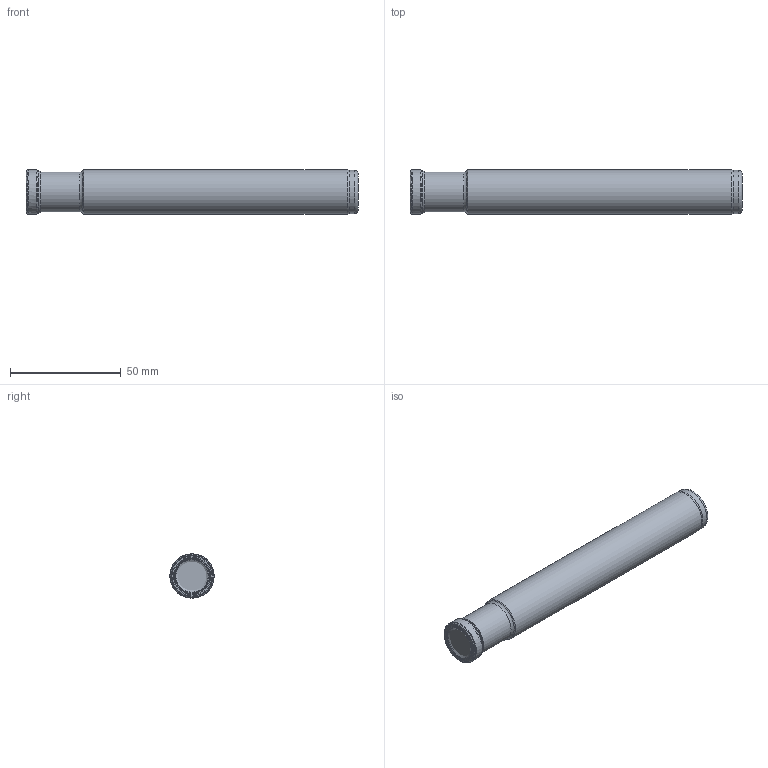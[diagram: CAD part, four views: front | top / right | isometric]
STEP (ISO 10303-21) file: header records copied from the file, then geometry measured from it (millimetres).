
FILE_DESCRIPTION(/* description */ (''),/* implementation_level */ '2;1');
FILE_NAME(/* name */ 'AEM90-3P0603-D20-W20-L150-Z03-H.stp',/* time_stamp */ '2023-10-19T09:37:16+03:00',/* author */ (''),/* organization */ (''),/* preprocessor_version */ 'ST-DEVELOPER v19.4',/* originating_system */ 'SIEMENS PLM Software NX2306.3001',/* authorisation */ '');
FILE_SCHEMA (('AUTOMOTIVE_DESIGN { 1 0 10303 214 3 1 1 1 }'));
Length unit declared in the file: millimetre
Products named in the file (1): AEM90-3P0603-D20-W20-L150-Z03-H
Bounding box: 150.01 x 20.02 x 20.02 mm (x, y, z)
Volume: 46905.4 mm3; surface area: 10782.7 mm2
Topology: 2 solids, 2 shells, 48 faces, 125 edges, 80 vertices
Faces by surface type: revolution 33, cone 5, torus 4, plane 3, cylinder 3
Full cylindrical faces by diameter (mm): 18 x1, 19.5 x1, 20 x1
Entity records: 1222 total; most frequent: CARTESIAN_POINT 260, DIRECTION 165, EDGE_LOOP 94, ORIENTED_EDGE 94, FACE_BOUND 92, AXIS2_PLACEMENT_3D 63, ADVANCED_FACE 48, VERTEX_POINT 47
